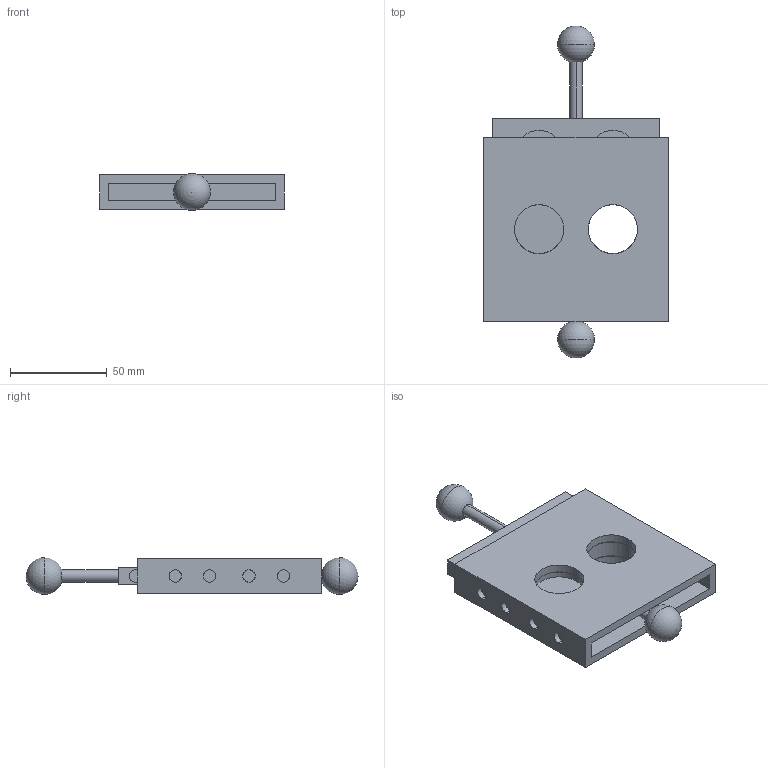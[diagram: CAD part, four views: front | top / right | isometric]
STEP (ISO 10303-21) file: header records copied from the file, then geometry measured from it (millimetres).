
FILE_DESCRIPTION (( 'STEP AP214' ), '1' );
FILE_NAME ('full.STEP', '2020-07-02T22:30:59', ( '' ), ( '' ), 'SwSTEP 2.0', 'SolidWorks 2018', '' );
FILE_SCHEMA (( 'AUTOMOTIVE_DESIGN' ));
Length unit declared in the file: inch
Products named in the file (7): yellow filter; stoplight1; container2; red filter; full; blue filter; magnet
Assembly tree (22 placements, depth 2):
  full
    container2
    stoplight1  x2
    red filter
    blue filter
    yellow filter
    magnet  x16
Bounding box: 95.25 x 171.45 x 19.05 mm (x, y, z)
Volume: 131860.6 mm3; surface area: 64203 mm2
Topology: 22 solids, 22 shells, 162 faces, 330 edges, 220 vertices
Faces by surface type: cylinder 90, plane 68, sphere 4
Entity records: 2722 total; most frequent: DIRECTION 472, CARTESIAN_POINT 395, ORIENTED_EDGE 352, AXIS2_PLACEMENT_3D 195, EDGE_CURVE 176, VERTEX_POINT 118, EDGE_LOOP 112, CIRCLE 94
